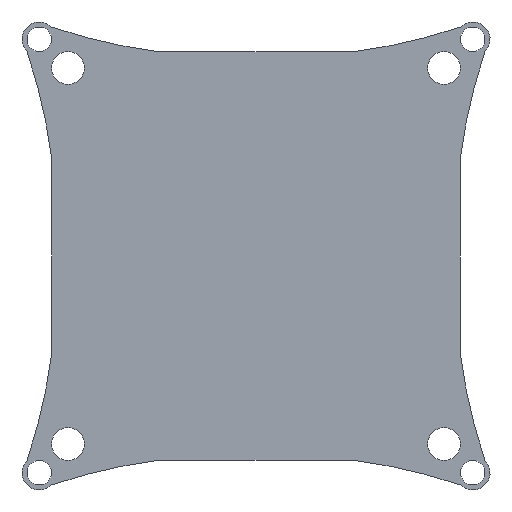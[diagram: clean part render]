
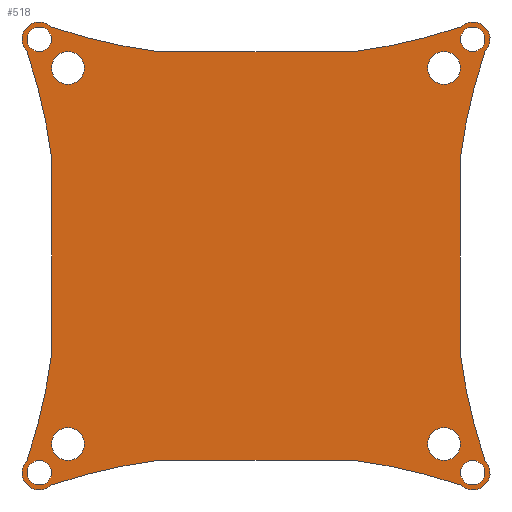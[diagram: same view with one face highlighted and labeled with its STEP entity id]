
A CAD part, front view. The second image highlights one B-rep face of the part: STEP entity #518.
In plain terms, the highlighted planar face has unit normal (0, -1, 0).
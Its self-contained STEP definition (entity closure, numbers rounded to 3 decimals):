
#23=FACE_BOUND('',#97,.T.);
#24=FACE_BOUND('',#98,.T.);
#25=FACE_BOUND('',#99,.T.);
#26=FACE_BOUND('',#100,.T.);
#27=FACE_BOUND('',#101,.T.);
#28=FACE_BOUND('',#102,.T.);
#29=FACE_BOUND('',#103,.T.);
#30=FACE_BOUND('',#104,.T.);
#36=PLANE('',#598);
#62=FACE_OUTER_BOUND('',#96,.T.);
#96=EDGE_LOOP('',(#449,#450,#451,#452,#453,#454,#455,#456,#457,#458,#459,
#460,#461,#462,#463,#464));
#97=EDGE_LOOP('',(#465));
#98=EDGE_LOOP('',(#466));
#99=EDGE_LOOP('',(#467));
#100=EDGE_LOOP('',(#468));
#101=EDGE_LOOP('',(#469));
#102=EDGE_LOOP('',(#470));
#103=EDGE_LOOP('',(#471));
#104=EDGE_LOOP('',(#472));
#117=LINE('',#837,#149);
#123=LINE('',#861,#155);
#129=LINE('',#885,#161);
#135=LINE('',#908,#167);
#149=VECTOR('',#681,10.);
#155=VECTOR('',#707,10.);
#161=VECTOR('',#733,10.);
#167=VECTOR('',#759,10.);
#169=CIRCLE('',#534,2.);
#171=CIRCLE('',#537,2.);
#173=CIRCLE('',#540,2.);
#175=CIRCLE('',#543,2.);
#178=CIRCLE('',#547,1.5);
#180=CIRCLE('',#550,1.5);
#182=CIRCLE('',#553,1.5);
#184=CIRCLE('',#556,1.5);
#185=CIRCLE('',#558,67.181);
#187=CIRCLE('',#561,2.121);
#189=CIRCLE('',#564,67.181);
#191=CIRCLE('',#568,67.181);
#193=CIRCLE('',#571,2.121);
#195=CIRCLE('',#574,67.181);
#197=CIRCLE('',#578,67.181);
#199=CIRCLE('',#581,2.121);
#201=CIRCLE('',#584,67.181);
#203=CIRCLE('',#588,67.181);
#205=CIRCLE('',#591,2.121);
#207=CIRCLE('',#594,67.181);
#209=VERTEX_POINT('',#767);
#211=VERTEX_POINT('',#773);
#213=VERTEX_POINT('',#779);
#215=VERTEX_POINT('',#785);
#218=VERTEX_POINT('',#793);
#220=VERTEX_POINT('',#799);
#222=VERTEX_POINT('',#805);
#224=VERTEX_POINT('',#811);
#225=VERTEX_POINT('',#815);
#226=VERTEX_POINT('',#816);
#229=VERTEX_POINT('',#824);
#231=VERTEX_POINT('',#830);
#233=VERTEX_POINT('',#836);
#235=VERTEX_POINT('',#842);
#237=VERTEX_POINT('',#848);
#239=VERTEX_POINT('',#854);
#241=VERTEX_POINT('',#860);
#243=VERTEX_POINT('',#866);
#245=VERTEX_POINT('',#872);
#247=VERTEX_POINT('',#878);
#249=VERTEX_POINT('',#884);
#251=VERTEX_POINT('',#890);
#253=VERTEX_POINT('',#896);
#255=VERTEX_POINT('',#902);
#257=EDGE_CURVE('',#209,#209,#169,.T.);
#260=EDGE_CURVE('',#211,#211,#171,.T.);
#263=EDGE_CURVE('',#213,#213,#173,.T.);
#266=EDGE_CURVE('',#215,#215,#175,.T.);
#271=EDGE_CURVE('',#218,#218,#178,.T.);
#274=EDGE_CURVE('',#220,#220,#180,.T.);
#277=EDGE_CURVE('',#222,#222,#182,.T.);
#280=EDGE_CURVE('',#224,#224,#184,.T.);
#281=EDGE_CURVE('',#225,#226,#185,.T.);
#285=EDGE_CURVE('',#229,#226,#187,.T.);
#288=EDGE_CURVE('',#229,#231,#189,.T.);
#291=EDGE_CURVE('',#231,#233,#117,.T.);
#294=EDGE_CURVE('',#233,#235,#191,.T.);
#297=EDGE_CURVE('',#237,#235,#193,.T.);
#300=EDGE_CURVE('',#237,#239,#195,.T.);
#303=EDGE_CURVE('',#239,#241,#123,.T.);
#306=EDGE_CURVE('',#241,#243,#197,.T.);
#309=EDGE_CURVE('',#245,#243,#199,.T.);
#312=EDGE_CURVE('',#245,#247,#201,.T.);
#315=EDGE_CURVE('',#247,#249,#129,.T.);
#318=EDGE_CURVE('',#249,#251,#203,.T.);
#321=EDGE_CURVE('',#253,#251,#205,.T.);
#324=EDGE_CURVE('',#253,#255,#207,.T.);
#327=EDGE_CURVE('',#225,#255,#135,.T.);
#449=ORIENTED_EDGE('',*,*,#327,.F.);
#450=ORIENTED_EDGE('',*,*,#281,.T.);
#451=ORIENTED_EDGE('',*,*,#285,.F.);
#452=ORIENTED_EDGE('',*,*,#288,.T.);
#453=ORIENTED_EDGE('',*,*,#291,.T.);
#454=ORIENTED_EDGE('',*,*,#294,.T.);
#455=ORIENTED_EDGE('',*,*,#297,.F.);
#456=ORIENTED_EDGE('',*,*,#300,.T.);
#457=ORIENTED_EDGE('',*,*,#303,.T.);
#458=ORIENTED_EDGE('',*,*,#306,.T.);
#459=ORIENTED_EDGE('',*,*,#309,.F.);
#460=ORIENTED_EDGE('',*,*,#312,.T.);
#461=ORIENTED_EDGE('',*,*,#315,.T.);
#462=ORIENTED_EDGE('',*,*,#318,.T.);
#463=ORIENTED_EDGE('',*,*,#321,.F.);
#464=ORIENTED_EDGE('',*,*,#324,.T.);
#465=ORIENTED_EDGE('',*,*,#257,.T.);
#466=ORIENTED_EDGE('',*,*,#260,.T.);
#467=ORIENTED_EDGE('',*,*,#263,.T.);
#468=ORIENTED_EDGE('',*,*,#266,.T.);
#469=ORIENTED_EDGE('',*,*,#280,.F.);
#470=ORIENTED_EDGE('',*,*,#277,.F.);
#471=ORIENTED_EDGE('',*,*,#274,.F.);
#472=ORIENTED_EDGE('',*,*,#271,.F.);
#518=ADVANCED_FACE('',(#62,#23,#24,#25,#26,#27,#28,#29,#30),#36,.F.);
#534=AXIS2_PLACEMENT_3D('',#768,#603,#604);
#537=AXIS2_PLACEMENT_3D('',#774,#610,#611);
#540=AXIS2_PLACEMENT_3D('',#780,#617,#618);
#543=AXIS2_PLACEMENT_3D('',#786,#624,#625);
#547=AXIS2_PLACEMENT_3D('',#795,#634,#635);
#550=AXIS2_PLACEMENT_3D('',#801,#641,#642);
#553=AXIS2_PLACEMENT_3D('',#807,#648,#649);
#556=AXIS2_PLACEMENT_3D('',#813,#655,#656);
#558=AXIS2_PLACEMENT_3D('',#817,#659,#660);
#561=AXIS2_PLACEMENT_3D('',#825,#667,#668);
#564=AXIS2_PLACEMENT_3D('',#831,#674,#675);
#568=AXIS2_PLACEMENT_3D('',#843,#686,#687);
#571=AXIS2_PLACEMENT_3D('',#849,#693,#694);
#574=AXIS2_PLACEMENT_3D('',#855,#700,#701);
#578=AXIS2_PLACEMENT_3D('',#867,#712,#713);
#581=AXIS2_PLACEMENT_3D('',#873,#719,#720);
#584=AXIS2_PLACEMENT_3D('',#879,#726,#727);
#588=AXIS2_PLACEMENT_3D('',#891,#738,#739);
#591=AXIS2_PLACEMENT_3D('',#897,#745,#746);
#594=AXIS2_PLACEMENT_3D('',#903,#752,#753);
#598=AXIS2_PLACEMENT_3D('',#911,#763,#764);
#603=DIRECTION('center_axis',(0.,1.,0.));
#604=DIRECTION('ref_axis',(1.,0.,0.));
#610=DIRECTION('center_axis',(0.,1.,0.));
#611=DIRECTION('ref_axis',(1.,0.,0.));
#617=DIRECTION('center_axis',(0.,1.,0.));
#618=DIRECTION('ref_axis',(1.,0.,0.));
#624=DIRECTION('center_axis',(0.,1.,0.));
#625=DIRECTION('ref_axis',(1.,0.,0.));
#634=DIRECTION('center_axis',(0.,-1.,0.));
#635=DIRECTION('ref_axis',(1.,0.,0.));
#641=DIRECTION('center_axis',(0.,-1.,0.));
#642=DIRECTION('ref_axis',(1.,0.,0.));
#648=DIRECTION('center_axis',(0.,-1.,0.));
#649=DIRECTION('ref_axis',(1.,0.,0.));
#655=DIRECTION('center_axis',(0.,-1.,0.));
#656=DIRECTION('ref_axis',(1.,0.,0.));
#659=DIRECTION('center_axis',(0.,1.,0.));
#660=DIRECTION('ref_axis',(-0.992,0.,0.127));
#667=DIRECTION('center_axis',(0.,1.,0.));
#668=DIRECTION('ref_axis',(1.,0.,0.));
#674=DIRECTION('center_axis',(0.,1.,0.));
#675=DIRECTION('ref_axis',(0.321,0.,-0.947));
#681=DIRECTION('',(-1.,0.,0.));
#686=DIRECTION('center_axis',(0.,1.,0.));
#687=DIRECTION('ref_axis',(-0.127,0.,-0.992));
#693=DIRECTION('center_axis',(0.,1.,0.));
#694=DIRECTION('ref_axis',(1.,0.,0.));
#700=DIRECTION('center_axis',(0.,1.,0.));
#701=DIRECTION('ref_axis',(0.947,0.,0.321));
#707=DIRECTION('',(0.,0.,-1.));
#712=DIRECTION('center_axis',(0.,1.,0.));
#713=DIRECTION('ref_axis',(0.992,0.,-0.127));
#719=DIRECTION('center_axis',(0.,1.,0.));
#720=DIRECTION('ref_axis',(1.,0.,0.));
#726=DIRECTION('center_axis',(0.,1.,0.));
#727=DIRECTION('ref_axis',(-0.321,0.,0.947));
#733=DIRECTION('',(1.,0.,0.));
#738=DIRECTION('center_axis',(0.,1.,0.));
#739=DIRECTION('ref_axis',(0.127,0.,0.992));
#745=DIRECTION('center_axis',(0.,1.,0.));
#746=DIRECTION('ref_axis',(1.,0.,0.));
#752=DIRECTION('center_axis',(0.,1.,0.));
#753=DIRECTION('ref_axis',(-0.947,0.,-0.321));
#759=DIRECTION('',(0.,0.,-1.));
#763=DIRECTION('center_axis',(0.,1.,0.));
#764=DIRECTION('ref_axis',(1.,0.,0.));
#767=CARTESIAN_POINT('',(46.,0.,2.));
#768=CARTESIAN_POINT('Origin',(48.,0.,2.));
#773=CARTESIAN_POINT('',(0.,0.,2.));
#774=CARTESIAN_POINT('Origin',(2.,0.,2.));
#779=CARTESIAN_POINT('',(46.,0.,48.));
#780=CARTESIAN_POINT('Origin',(48.,0.,48.));
#785=CARTESIAN_POINT('',(0.,0.,48.));
#786=CARTESIAN_POINT('Origin',(2.,0.,48.));
#793=CARTESIAN_POINT('',(-3.,0.,51.5));
#795=CARTESIAN_POINT('Origin',(-1.5,0.,51.5));
#799=CARTESIAN_POINT('',(-3.,0.,-1.5));
#801=CARTESIAN_POINT('Origin',(-1.5,0.,-1.5));
#805=CARTESIAN_POINT('',(50.,0.,51.5));
#807=CARTESIAN_POINT('Origin',(51.5,0.,51.5));
#811=CARTESIAN_POINT('',(50.,0.,-1.5));
#813=CARTESIAN_POINT('Origin',(51.5,0.,-1.5));
#815=CARTESIAN_POINT('',(50.,0.,37.));
#816=CARTESIAN_POINT('',(53.,0.,50.));
#817=CARTESIAN_POINT('Origin',(116.637,0.,28.468));
#824=CARTESIAN_POINT('',(50.,0.,53.));
#825=CARTESIAN_POINT('Origin',(51.5,0.,51.5));
#830=CARTESIAN_POINT('',(37.,0.,50.));
#831=CARTESIAN_POINT('Origin',(28.468,0.,116.637));
#836=CARTESIAN_POINT('',(13.,0.,50.));
#837=CARTESIAN_POINT('',(50.,0.,50.));
#842=CARTESIAN_POINT('',(0.,0.,53.));
#843=CARTESIAN_POINT('Origin',(21.532,0.,116.637));
#848=CARTESIAN_POINT('',(-3.,0.,50.));
#849=CARTESIAN_POINT('Origin',(-1.5,0.,51.5));
#854=CARTESIAN_POINT('',(0.,0.,37.));
#855=CARTESIAN_POINT('Origin',(-66.637,0.,28.468));
#860=CARTESIAN_POINT('',(0.,0.,13.));
#861=CARTESIAN_POINT('',(0.,0.,50.));
#866=CARTESIAN_POINT('',(-3.,0.,0.));
#867=CARTESIAN_POINT('Origin',(-66.637,0.,21.532));
#872=CARTESIAN_POINT('',(0.,0.,-3.));
#873=CARTESIAN_POINT('Origin',(-1.5,0.,-1.5));
#878=CARTESIAN_POINT('',(13.,0.,0.));
#879=CARTESIAN_POINT('Origin',(21.532,0.,-66.637));
#884=CARTESIAN_POINT('',(37.,0.,0.));
#885=CARTESIAN_POINT('',(0.,0.,0.));
#890=CARTESIAN_POINT('',(50.,0.,-3.));
#891=CARTESIAN_POINT('Origin',(28.468,0.,-66.637));
#896=CARTESIAN_POINT('',(53.,0.,0.));
#897=CARTESIAN_POINT('Origin',(51.5,0.,-1.5));
#902=CARTESIAN_POINT('',(50.,0.,13.));
#903=CARTESIAN_POINT('Origin',(116.637,0.,21.532));
#908=CARTESIAN_POINT('',(50.,0.,50.));
#911=CARTESIAN_POINT('Origin',(25.,0.,25.));
